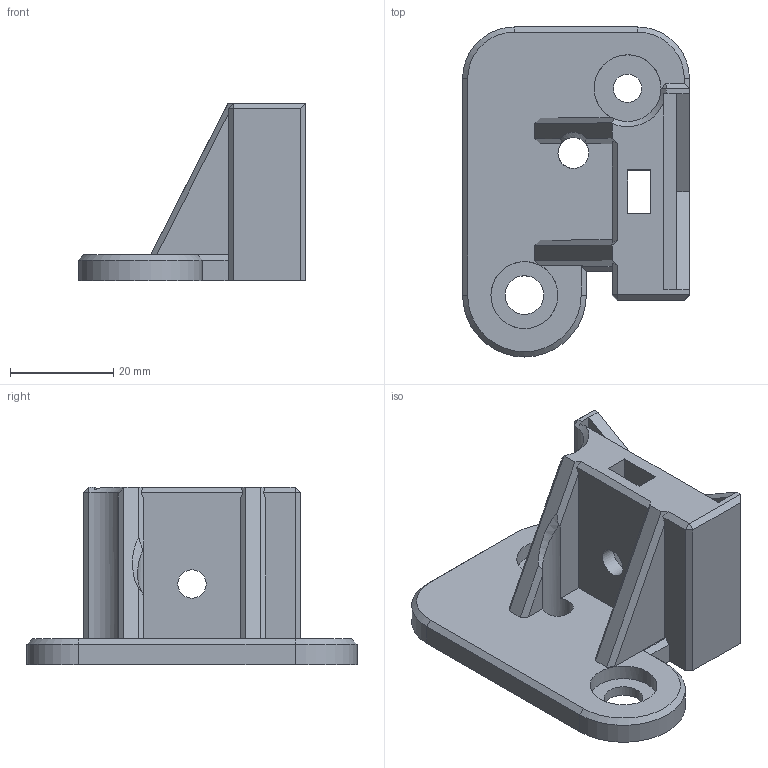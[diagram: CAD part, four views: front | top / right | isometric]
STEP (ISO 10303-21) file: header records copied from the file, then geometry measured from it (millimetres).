
FILE_DESCRIPTION(/* description */ (''),/* implementation_level */ '2;1');
FILE_NAME(/* name */ 'E Slide Mount v1.step',/* time_stamp */ '2021-06-14T11:26:08+02:00',/* author */ (''),/* organization */ (''),/* preprocessor_version */ 'ST-DEVELOPER v18.1',/* originating_system */ 'Autodesk Translation Framework v10.9.0.1377',/* authorisation */ '');
FILE_SCHEMA (('AUTOMOTIVE_DESIGN { 1 0 10303 214 3 1 1 }'));
Length unit declared in the file: millimetre
Products named in the file (1): E Slide Mount
Bounding box: 44 x 64 x 34.4 mm (x, y, z)
Volume: 26549.8 mm3; surface area: 11535.5 mm2
Topology: 1 solids, 1 shells, 71 faces, 187 edges, 118 vertices
Faces by surface type: plane 55, cylinder 11, cone 4, bspline 1
Full cylindrical faces by diameter (mm): 5.5 x3, 6 x2, 7.5 x1, 13 x2
Entity records: 2274 total; most frequent: CARTESIAN_POINT 463, ORIENTED_EDGE 374, DIRECTION 355, EDGE_CURVE 187, LINE 143, VECTOR 143, VERTEX_POINT 118, AXIS2_PLACEMENT_3D 106
